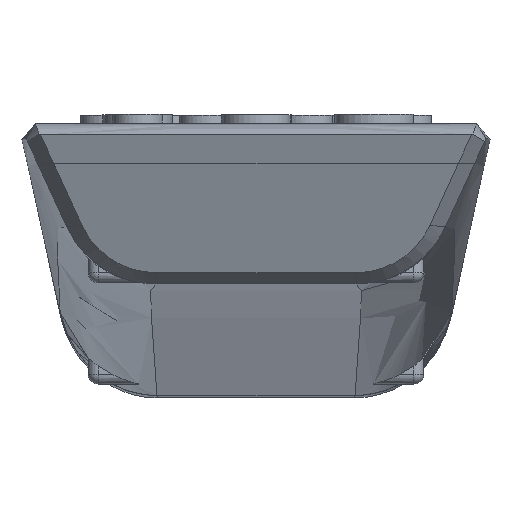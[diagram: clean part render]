
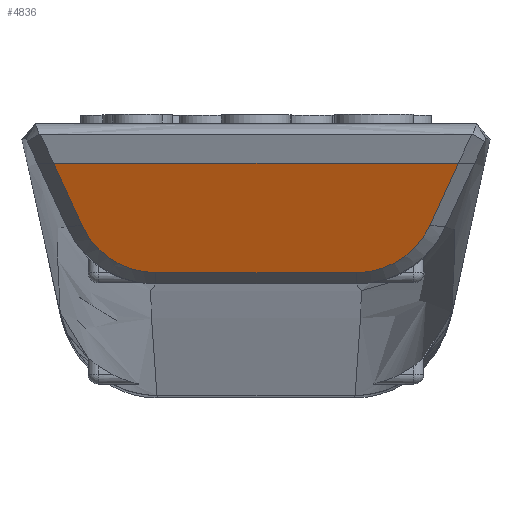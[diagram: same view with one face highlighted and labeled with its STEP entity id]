
A CAD part, top view. The second image highlights one B-rep face of the part: STEP entity #4836.
In plain terms, the highlighted free-form (B-spline) face has degree [3, 3] with [4, 4] control points.
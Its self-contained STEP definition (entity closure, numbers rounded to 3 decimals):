
#4561=CARTESIAN_POINT('',(-20.49,10.,233.661));
#4562=VERTEX_POINT('',#4561);
#4572=CARTESIAN_POINT('',(20.49,10.,233.661));
#4573=VERTEX_POINT('',#4572);
#4574=CARTESIAN_POINT('',(-20.49,10.,233.661));
#4575=CARTESIAN_POINT('',(-13.66,10.,233.661));
#4576=CARTESIAN_POINT('',(-6.83,10.,233.661));
#4577=CARTESIAN_POINT('',(6.83,10.,233.661));
#4578=CARTESIAN_POINT('',(13.66,10.,233.661));
#4579=CARTESIAN_POINT('',(20.49,10.,233.661));
#4580=B_SPLINE_CURVE_WITH_KNOTS('',3,(#4574,#4575,#4576,#4577,#4578,#4579),.UNSPECIFIED.,.F.,.U.,(4,2,4),(-4.434,-2.385,-0.336),.UNSPECIFIED.);
#4581=EDGE_CURVE('',#4562,#4573,#4580,.T.);
#4638=CARTESIAN_POINT('',(-17.603,3.705,231.37));
#4639=VERTEX_POINT('',#4638);
#4647=CARTESIAN_POINT('',(-17.603,3.705,231.37));
#4648=CARTESIAN_POINT('',(-18.558,5.806,232.135));
#4649=CARTESIAN_POINT('',(-19.521,7.905,232.899));
#4650=CARTESIAN_POINT('',(-20.49,10.,233.661));
#4651=B_SPLINE_CURVE_WITH_KNOTS('',3,(#4647,#4648,#4649,#4650),.UNSPECIFIED.,.F.,.U.,(4,4),(-0.795,-0.066),.UNSPECIFIED.);
#4652=EDGE_CURVE('',#4639,#4562,#4651,.T.);
#4678=CARTESIAN_POINT('',(-10.145,-1.075,229.631));
#4679=VERTEX_POINT('',#4678);
#4687=CARTESIAN_POINT('',(-10.145,-1.075,229.631));
#4688=CARTESIAN_POINT('',(-11.51,-1.075,229.631));
#4689=CARTESIAN_POINT('',(-14.698,-0.259,229.927));
#4690=CARTESIAN_POINT('',(-16.887,2.132,230.798));
#4691=CARTESIAN_POINT('',(-17.603,3.705,231.37));
#4692=B_SPLINE_CURVE_WITH_KNOTS('',3,(#4687,#4688,#4689,#4690,#4691),.UNSPECIFIED.,.F.,.U.,(4,1,4),(-1.751,-1.341,-0.795),.UNSPECIFIED.);
#4693=EDGE_CURVE('',#4679,#4639,#4692,.T.);
#4717=CARTESIAN_POINT('',(10.145,-1.075,229.631));
#4718=VERTEX_POINT('',#4717);
#4726=CARTESIAN_POINT('',(10.145,-1.075,229.631));
#4727=CARTESIAN_POINT('',(3.387,-1.075,229.631));
#4728=CARTESIAN_POINT('',(-3.387,-1.075,229.631));
#4729=CARTESIAN_POINT('',(-10.145,-1.075,229.631));
#4730=B_SPLINE_CURVE_WITH_KNOTS('',3,(#4726,#4727,#4728,#4729),.UNSPECIFIED.,.F.,.U.,(4,4),(-3.78,-1.751),.UNSPECIFIED.);
#4731=EDGE_CURVE('',#4718,#4679,#4730,.T.);
#4759=CARTESIAN_POINT('',(17.603,3.705,231.37));
#4760=VERTEX_POINT('',#4759);
#4768=CARTESIAN_POINT('',(17.603,3.705,231.37));
#4769=CARTESIAN_POINT('',(17.066,2.525,230.941));
#4770=CARTESIAN_POINT('',(15.13,0.031,230.033));
#4771=CARTESIAN_POINT('',(11.965,-1.075,229.631));
#4772=CARTESIAN_POINT('',(10.145,-1.075,229.631));
#4773=B_SPLINE_CURVE_WITH_KNOTS('',3,(#4768,#4769,#4770,#4771,#4772),.UNSPECIFIED.,.F.,.U.,(4,1,4),(-4.736,-4.326,-3.78),.UNSPECIFIED.);
#4774=EDGE_CURVE('',#4760,#4718,#4773,.T.);
#4799=CARTESIAN_POINT('',(20.49,10.,233.661));
#4800=CARTESIAN_POINT('',(19.521,7.905,232.899));
#4801=CARTESIAN_POINT('',(18.558,5.806,232.135));
#4802=CARTESIAN_POINT('',(17.603,3.705,231.37));
#4803=B_SPLINE_CURVE_WITH_KNOTS('',3,(#4799,#4800,#4801,#4802),.UNSPECIFIED.,.F.,.U.,(4,4),(-5.465,-4.736),.UNSPECIFIED.);
#4804=EDGE_CURVE('',#4573,#4760,#4803,.T.);
#4811=CARTESIAN_POINT('',(-20.49,10.,233.661));
#4812=CARTESIAN_POINT('',(-20.49,6.308,232.318));
#4813=CARTESIAN_POINT('',(-20.49,2.617,230.974));
#4814=CARTESIAN_POINT('',(-20.49,-1.075,229.631));
#4815=CARTESIAN_POINT('',(-6.83,10.,233.661));
#4816=CARTESIAN_POINT('',(-6.83,6.308,232.318));
#4817=CARTESIAN_POINT('',(-6.83,2.617,230.974));
#4818=CARTESIAN_POINT('',(-6.83,-1.075,229.631));
#4819=CARTESIAN_POINT('',(6.83,10.,233.661));
#4820=CARTESIAN_POINT('',(6.83,6.308,232.318));
#4821=CARTESIAN_POINT('',(6.83,2.617,230.974));
#4822=CARTESIAN_POINT('',(6.83,-1.075,229.631));
#4823=CARTESIAN_POINT('',(20.49,10.,233.661));
#4824=CARTESIAN_POINT('',(20.49,6.308,232.318));
#4825=CARTESIAN_POINT('',(20.49,2.617,230.974));
#4826=CARTESIAN_POINT('',(20.49,-1.075,229.631));
#4827=B_SPLINE_SURFACE_WITH_KNOTS('',3,3,((#4811,#4815,#4819,#4823),(#4812,#4816,#4820,#4824),(#4813,#4817,#4821,#4825),(#4814,#4818,#4822,#4826)),.UNSPECIFIED.,.F.,.F.,.U.,(4,4),(4,4),(0.231,0.927),(-0.417,3.681),.UNSPECIFIED.);
#4828=ORIENTED_EDGE('',*,*,#4804,.F.);
#4829=ORIENTED_EDGE('',*,*,#4581,.F.);
#4830=ORIENTED_EDGE('',*,*,#4652,.F.);
#4831=ORIENTED_EDGE('',*,*,#4693,.F.);
#4832=ORIENTED_EDGE('',*,*,#4731,.F.);
#4833=ORIENTED_EDGE('',*,*,#4774,.F.);
#4834=EDGE_LOOP('',(#4828,#4829,#4830,#4831,#4832,#4833));
#4835=FACE_OUTER_BOUND('',#4834,.T.);
#4836=ADVANCED_FACE('',(#4835),#4827,.T.);
